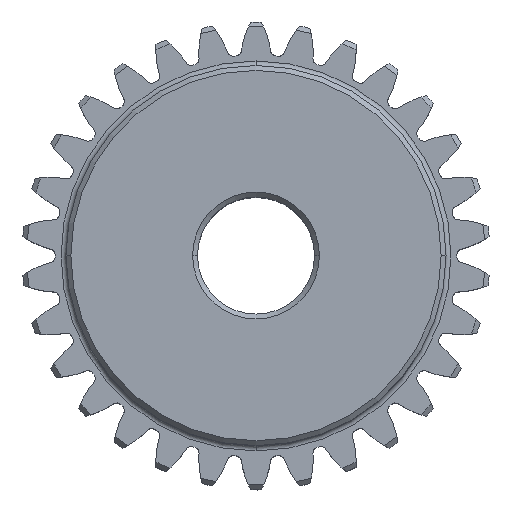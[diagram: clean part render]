
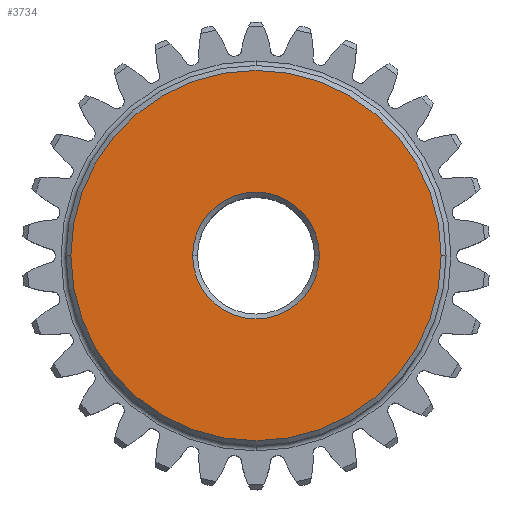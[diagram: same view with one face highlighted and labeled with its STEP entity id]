
A CAD part, top view. The second image highlights one B-rep face of the part: STEP entity #3734.
In plain terms, the highlighted planar face has unit normal (0, 0, 1).
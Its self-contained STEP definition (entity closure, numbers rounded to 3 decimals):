
#134 = VERTEX_POINT ( 'NONE', #8174 ) ;
#302 = EDGE_CURVE ( 'NONE', #134, #1202, #344, .T. ) ;
#344 = CIRCLE ( 'NONE', #4832, 2.168 ) ;
#680 = FACE_BOUND ( 'NONE', #1449, .T. ) ;
#757 = CARTESIAN_POINT ( 'NONE',  ( 0., 0., 7. ) ) ;
#1148 = EDGE_CURVE ( 'NONE', #4418, #3644, #4239, .T. ) ;
#1202 = VERTEX_POINT ( 'NONE', #2312 ) ;
#1449 = EDGE_LOOP ( 'NONE', ( #6362, #7046 ) ) ;
#1849 = DIRECTION ( 'NONE',  ( 1., 0., 0. ) ) ;
#1974 = CIRCLE ( 'NONE', #3627, 6.332 ) ;
#2027 = DIRECTION ( 'NONE',  ( 0., 0., 1. ) ) ;
#2076 = ORIENTED_EDGE ( 'NONE', *, *, #8442, .T. ) ;
#2118 = PLANE ( 'NONE',  #7590 ) ;
#2312 = CARTESIAN_POINT ( 'NONE',  ( -2.168, 0., 7. ) ) ;
#2559 = CARTESIAN_POINT ( 'NONE',  ( 0., 0., 7. ) ) ;
#2826 = DIRECTION ( 'NONE',  ( 1., 0., 0. ) ) ;
#3024 = CARTESIAN_POINT ( 'NONE',  ( -6.332, 0., 7. ) ) ;
#3627 = AXIS2_PLACEMENT_3D ( 'NONE', #8595, #5035, #7147 ) ;
#3644 = VERTEX_POINT ( 'NONE', #3024 ) ;
#3734 = ADVANCED_FACE ( 'NONE', ( #680, #9197 ), #2118, .T. ) ;
#4016 = CARTESIAN_POINT ( 'NONE',  ( 0., 0., 7. ) ) ;
#4239 = CIRCLE ( 'NONE', #5744, 6.332 ) ;
#4407 = DIRECTION ( 'NONE',  ( 1., 0., 0. ) ) ;
#4418 = VERTEX_POINT ( 'NONE', #6001 ) ;
#4477 = EDGE_CURVE ( 'NONE', #1202, #134, #8421, .T. ) ;
#4646 = EDGE_LOOP ( 'NONE', ( #2076, #4766 ) ) ;
#4766 = ORIENTED_EDGE ( 'NONE', *, *, #1148, .T. ) ;
#4832 = AXIS2_PLACEMENT_3D ( 'NONE', #757, #5196, #4407 ) ;
#5035 = DIRECTION ( 'NONE',  ( 0., 0., 1. ) ) ;
#5080 = DIRECTION ( 'NONE',  ( 0., 0., 1. ) ) ;
#5133 = CARTESIAN_POINT ( 'NONE',  ( 0., 0., 7. ) ) ;
#5196 = DIRECTION ( 'NONE',  ( 0., 0., -1. ) ) ;
#5744 = AXIS2_PLACEMENT_3D ( 'NONE', #5133, #5080, #2826 ) ;
#6001 = CARTESIAN_POINT ( 'NONE',  ( 6.332, 0., 7. ) ) ;
#6362 = ORIENTED_EDGE ( 'NONE', *, *, #302, .T. ) ;
#6887 = DIRECTION ( 'NONE',  ( 0., 0., -1. ) ) ;
#7046 = ORIENTED_EDGE ( 'NONE', *, *, #4477, .T. ) ;
#7147 = DIRECTION ( 'NONE',  ( 1., 0., 0. ) ) ;
#7590 = AXIS2_PLACEMENT_3D ( 'NONE', #2559, #2027, #1849 ) ;
#8174 = CARTESIAN_POINT ( 'NONE',  ( 2.168, 0., 7. ) ) ;
#8421 = CIRCLE ( 'NONE', #8760, 2.168 ) ;
#8442 = EDGE_CURVE ( 'NONE', #3644, #4418, #1974, .T. ) ;
#8595 = CARTESIAN_POINT ( 'NONE',  ( 0., 0., 7. ) ) ;
#8760 = AXIS2_PLACEMENT_3D ( 'NONE', #4016, #6887, #8802 ) ;
#8802 = DIRECTION ( 'NONE',  ( 1., 0., 0. ) ) ;
#9197 = FACE_OUTER_BOUND ( 'NONE', #4646, .T. ) ;
